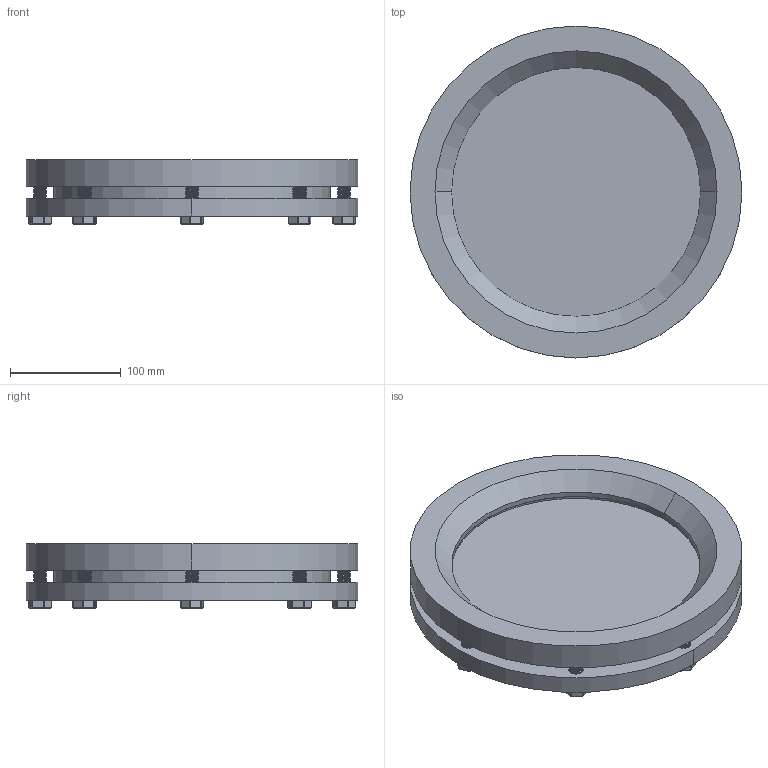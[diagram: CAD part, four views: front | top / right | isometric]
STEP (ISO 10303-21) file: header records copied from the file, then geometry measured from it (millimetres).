
FILE_DESCRIPTION (( 'STEP AP203' ), '1' );
FILE_NAME ('BS01_DN200 STEP.STEP', '2021-11-02T15:37:15', ( '' ), ( '' ), 'SwSTEP 2.0', 'SolidWorks 2021', '' );
FILE_SCHEMA (( 'CONFIG_CONTROL_DESIGN' ));
Length unit declared in the file: metre
Products named in the file (6): BS01-14_Glasplatte; BS01-14_Deckelflansch; BS01-14_M12 Schraube; BS01_DN200 STEP; BS01-14_Grundflansch; BS01-14_Flachdichtung
Assembly tree (13 placements, depth 2):
  BS01_DN200 STEP
    BS01-14_Grundflansch
    BS01-14_Flachdichtung  x2
    BS01-14_Glasplatte
    BS01-14_Deckelflansch
    BS01-14_M12 Schraube  x8
Bounding box: 300 x 300 x 58.5 mm (x, y, z)
Volume: 1849929.6 mm3; surface area: 371104.5 mm2
Topology: 13 solids, 13 shells, 917 faces, 2516 edges, 1652 vertices
Faces by surface type: cylinder 468, plane 288, bspline 109, cone 52
Entity records: 21118 total; most frequent: CARTESIAN_POINT 10375, ORIENTED_EDGE 2232, DIRECTION 1766, EDGE_CURVE 1116, VERTEX_POINT 734, VECTOR 638, LINE 638, AXIS2_PLACEMENT_3D 564
